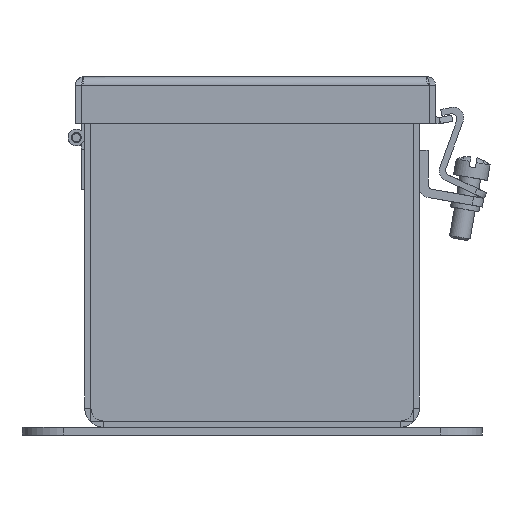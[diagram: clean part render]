
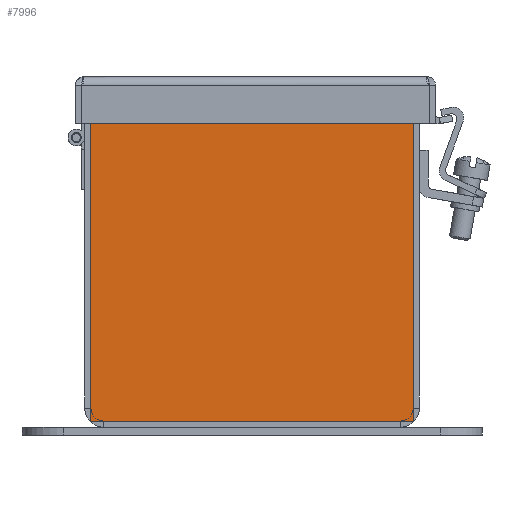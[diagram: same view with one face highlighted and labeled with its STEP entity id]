
A CAD part, left-side view. The second image highlights one B-rep face of the part: STEP entity #7996.
In plain terms, the highlighted face is planar.
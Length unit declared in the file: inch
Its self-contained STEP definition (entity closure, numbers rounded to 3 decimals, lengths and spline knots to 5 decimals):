
#291=PLANE('',#8655);
#575=FACE_OUTER_BOUND('',#993,.T.);
#993=EDGE_LOOP('',(#5413,#5414,#5415,#5416,#5417,#5418,#5419,#5420,#5421,
#5422,#5423,#5424));
#1794=LINE('',#11708,#2620);
#1809=LINE('',#11744,#2635);
#1812=LINE('',#11751,#2638);
#1816=LINE('',#11758,#2642);
#1818=LINE('',#11762,#2644);
#1819=LINE('',#11764,#2645);
#1820=LINE('',#11766,#2646);
#1821=LINE('',#11768,#2647);
#1822=LINE('',#11770,#2648);
#1823=LINE('',#11772,#2649);
#1824=LINE('',#11774,#2650);
#1825=LINE('',#11775,#2651);
#2620=VECTOR('',#9473,0.3937);
#2635=VECTOR('',#9512,0.3937);
#2638=VECTOR('',#9517,0.3937);
#2642=VECTOR('',#9523,0.3937);
#2644=VECTOR('',#9527,0.3937);
#2645=VECTOR('',#9528,0.3937);
#2646=VECTOR('',#9529,0.3937);
#2647=VECTOR('',#9530,0.3937);
#2648=VECTOR('',#9531,0.3937);
#2649=VECTOR('',#9532,0.3937);
#2650=VECTOR('',#9533,0.3937);
#2651=VECTOR('',#9534,0.3937);
#3427=VERTEX_POINT('',#11705);
#3428=VERTEX_POINT('',#11707);
#3437=VERTEX_POINT('',#11743);
#3439=VERTEX_POINT('',#11749);
#3440=VERTEX_POINT('',#11750);
#3443=VERTEX_POINT('',#11761);
#3444=VERTEX_POINT('',#11763);
#3445=VERTEX_POINT('',#11765);
#3446=VERTEX_POINT('',#11767);
#3447=VERTEX_POINT('',#11769);
#3448=VERTEX_POINT('',#11771);
#3449=VERTEX_POINT('',#11773);
#4179=EDGE_CURVE('',#3428,#3427,#1794,.T.);
#4197=EDGE_CURVE('',#3437,#3428,#1809,.T.);
#4200=EDGE_CURVE('',#3439,#3440,#1812,.T.);
#4204=EDGE_CURVE('',#3440,#3437,#1816,.T.);
#4206=EDGE_CURVE('',#3427,#3443,#1818,.T.);
#4207=EDGE_CURVE('',#3443,#3444,#1819,.T.);
#4208=EDGE_CURVE('',#3444,#3445,#1820,.T.);
#4209=EDGE_CURVE('',#3446,#3445,#1821,.T.);
#4210=EDGE_CURVE('',#3447,#3446,#1822,.T.);
#4211=EDGE_CURVE('',#3448,#3447,#1823,.T.);
#4212=EDGE_CURVE('',#3449,#3448,#1824,.T.);
#4213=EDGE_CURVE('',#3439,#3449,#1825,.T.);
#5413=ORIENTED_EDGE('',*,*,#4200,.T.);
#5414=ORIENTED_EDGE('',*,*,#4204,.T.);
#5415=ORIENTED_EDGE('',*,*,#4197,.T.);
#5416=ORIENTED_EDGE('',*,*,#4179,.T.);
#5417=ORIENTED_EDGE('',*,*,#4206,.T.);
#5418=ORIENTED_EDGE('',*,*,#4207,.T.);
#5419=ORIENTED_EDGE('',*,*,#4208,.T.);
#5420=ORIENTED_EDGE('',*,*,#4209,.F.);
#5421=ORIENTED_EDGE('',*,*,#4210,.F.);
#5422=ORIENTED_EDGE('',*,*,#4211,.F.);
#5423=ORIENTED_EDGE('',*,*,#4212,.F.);
#5424=ORIENTED_EDGE('',*,*,#4213,.F.);
#7996=ADVANCED_FACE('',(#575),#291,.F.);
#8655=AXIS2_PLACEMENT_3D('',#11760,#9525,#9526);
#9473=DIRECTION('',(1.,0.,0.));
#9512=DIRECTION('',(0.,1.,0.));
#9517=DIRECTION('',(0.,-1.,0.));
#9523=DIRECTION('',(1.,0.,0.));
#9525=DIRECTION('center_axis',(0.,0.,1.));
#9526=DIRECTION('ref_axis',(1.,0.,0.));
#9527=DIRECTION('',(0.,-1.,0.));
#9528=DIRECTION('',(1.,0.,0.));
#9529=DIRECTION('',(0.,1.,0.));
#9530=DIRECTION('',(-1.,0.,0.));
#9531=DIRECTION('',(0.,1.,0.));
#9532=DIRECTION('',(1.,0.,0.));
#9533=DIRECTION('',(0.,-1.,0.));
#9534=DIRECTION('',(-1.,0.,0.));
#11705=CARTESIAN_POINT('',(3.366,3.82075,0.));
#11707=CARTESIAN_POINT('',(0.486,3.82075,0.));
#11708=CARTESIAN_POINT('',(1.206,3.82075,0.));
#11743=CARTESIAN_POINT('',(0.486,3.82055,0.));
#11744=CARTESIAN_POINT('',(0.486,2.87328,0.));
#11749=CARTESIAN_POINT('',(0.4858,3.852,0.));
#11750=CARTESIAN_POINT('',(0.4858,3.82055,0.));
#11751=CARTESIAN_POINT('',(0.4858,2.889,0.));
#11758=CARTESIAN_POINT('',(1.2059,3.82055,0.));
#11760=CARTESIAN_POINT('Origin',(1.926,1.926,0.));
#11761=CARTESIAN_POINT('',(3.366,3.82055,0.));
#11762=CARTESIAN_POINT('',(3.366,2.889,0.));
#11763=CARTESIAN_POINT('',(3.3662,3.82055,0.));
#11764=CARTESIAN_POINT('',(2.646,3.82055,0.));
#11765=CARTESIAN_POINT('',(3.3662,3.852,0.));
#11766=CARTESIAN_POINT('',(3.3662,2.87328,0.));
#11767=CARTESIAN_POINT('',(3.852,3.852,0.));
#11768=CARTESIAN_POINT('',(3.852,3.852,0.));
#11769=CARTESIAN_POINT('',(3.852,0.,0.));
#11770=CARTESIAN_POINT('',(3.852,0.,0.));
#11771=CARTESIAN_POINT('',(0.,0.,0.));
#11772=CARTESIAN_POINT('',(0.,0.,0.));
#11773=CARTESIAN_POINT('',(0.,3.852,0.));
#11774=CARTESIAN_POINT('',(0.,3.852,0.));
#11775=CARTESIAN_POINT('',(3.852,3.852,0.));
